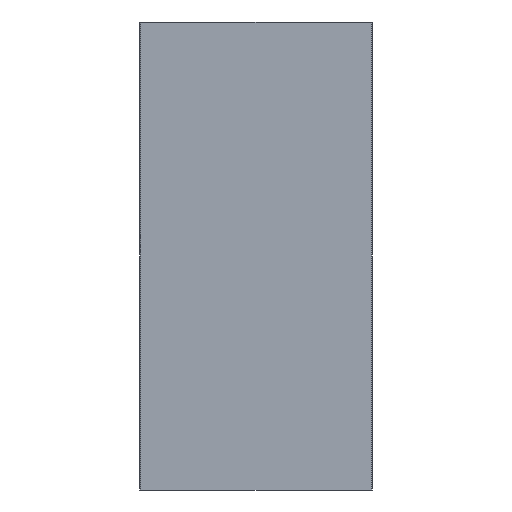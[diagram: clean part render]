
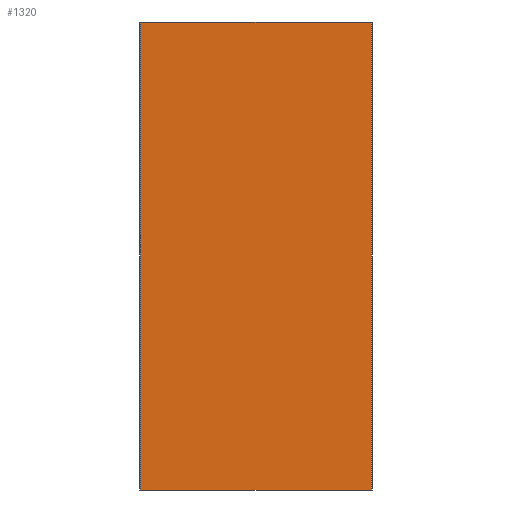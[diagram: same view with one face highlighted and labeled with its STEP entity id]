
A CAD part, front view. The second image highlights one B-rep face of the part: STEP entity #1320.
In plain terms, the highlighted planar face has unit normal (0, -1, 0).
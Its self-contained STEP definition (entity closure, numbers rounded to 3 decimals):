
#7 = CARTESIAN_POINT ( 'NONE',  ( -147.75, 0., 0. ) ) ;
#148 = CARTESIAN_POINT ( 'NONE',  ( 147.75, 0., 600. ) ) ;
#153 = PLANE ( 'NONE',  #1298 ) ;
#156 = DIRECTION ( 'NONE',  ( 0., 1., 0. ) ) ;
#157 = DIRECTION ( 'NONE',  ( 0., 0., 1. ) ) ;
#297 = ORIENTED_EDGE ( 'NONE', *, *, #1223, .T. ) ;
#300 = ORIENTED_EDGE ( 'NONE', *, *, #1222, .T. ) ;
#326 = VECTOR ( 'NONE', #956, 1000. ) ;
#345 = VERTEX_POINT ( 'NONE', #7 ) ;
#402 = VECTOR ( 'NONE', #984, 1000. ) ;
#404 = LINE ( 'NONE', #955, #326 ) ;
#414 = ORIENTED_EDGE ( 'NONE', *, *, #1209, .F. ) ;
#523 = LINE ( 'NONE', #978, #604 ) ;
#536 = ORIENTED_EDGE ( 'NONE', *, *, #1221, .F. ) ;
#547 = VERTEX_POINT ( 'NONE', #873 ) ;
#604 = VECTOR ( 'NONE', #983, 1000. ) ;
#629 = VERTEX_POINT ( 'NONE', #885 ) ;
#686 = LINE ( 'NONE', #981, #402 ) ;
#745 = FACE_OUTER_BOUND ( 'NONE', #844, .T. ) ;
#750 = LINE ( 'NONE', #972, #754 ) ;
#754 = VECTOR ( 'NONE', #982, 1000. ) ;
#824 = VERTEX_POINT ( 'NONE', #902 ) ;
#844 = EDGE_LOOP ( 'NONE', ( #300, #536, #414, #297 ) ) ;
#873 = CARTESIAN_POINT ( 'NONE',  ( 147.75, 0., 600. ) ) ;
#885 = CARTESIAN_POINT ( 'NONE',  ( 147.75, 0., 0. ) ) ;
#902 = CARTESIAN_POINT ( 'NONE',  ( -147.75, 0., 600. ) ) ;
#955 = CARTESIAN_POINT ( 'NONE',  ( 147.75, 0., 600. ) ) ;
#956 = DIRECTION ( 'NONE',  ( 1., 0., 0. ) ) ;
#972 = CARTESIAN_POINT ( 'NONE',  ( 147.75, 0., 600. ) ) ;
#978 = CARTESIAN_POINT ( 'NONE',  ( 147.75, 0., 0. ) ) ;
#981 = CARTESIAN_POINT ( 'NONE',  ( -147.75, 0., 600. ) ) ;
#982 = DIRECTION ( 'NONE',  ( 0., 0., -1. ) ) ;
#983 = DIRECTION ( 'NONE',  ( 1., 0., 0. ) ) ;
#984 = DIRECTION ( 'NONE',  ( 0., 0., -1. ) ) ;
#1209 = EDGE_CURVE ( 'NONE', #824, #547, #404, .T. ) ;
#1221 = EDGE_CURVE ( 'NONE', #547, #629, #750, .T. ) ;
#1222 = EDGE_CURVE ( 'NONE', #345, #629, #523, .T. ) ;
#1223 = EDGE_CURVE ( 'NONE', #824, #345, #686, .T. ) ;
#1298 = AXIS2_PLACEMENT_3D ( 'NONE', #148, #156, #157 ) ;
#1320 = ADVANCED_FACE ( 'NONE', ( #745 ), #153, .F. ) ;
